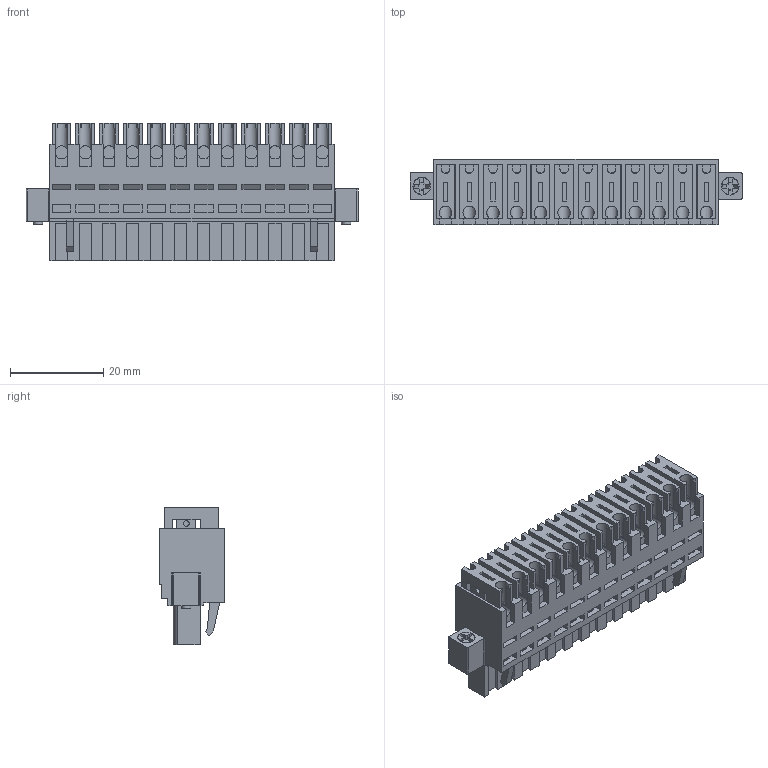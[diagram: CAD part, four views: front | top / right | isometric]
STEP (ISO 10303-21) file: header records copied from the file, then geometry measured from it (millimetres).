
FILE_DESCRIPTION( ( 'Unknown' ), '1' );
FILE_NAME( '691359740012.stp', 'Unknown', ( 'Unknown' ), ( 'Unknown' ), 'PSStep 18.0.17', 'Unknown', ' ' );
FILE_SCHEMA( ( 'AUTOMOTIVE_DESIGN { 1 0 10303 214 1 1 1 1 }' ) );
Length unit declared in the file: millimetre
Products named in the file (5): Assem1; 6913597400xx; 691(358710)(359740)0xx_Actuator; 6913597400xx_Vis; 691359740012
Assembly tree (27 placements, depth 2):
  Assem1
    6913597400xx  x12
    691(358710)(359740)0xx_Actuator  x12
    6913597400xx_Vis  x2
    691359740012
Bounding box: 71.12 x 14 x 29.5 mm (x, y, z)
Volume: 11010.3 mm3; surface area: 27595.8 mm2
Topology: 15 solids, 27 shells, 3843 faces, 10980 edges, 7170 vertices
Faces by surface type: plane 2692, cylinder 1035, torus 54, bspline 48, cone 14
Full cylindrical faces by diameter (mm): 1.2 x12, 1.5 x12, 2 x2, 2.4 x2, 2.5 x2, 2.9 x12, 3.8 x4
Entity records: 49228 total; most frequent: CARTESIAN_POINT 8143, ORIENTED_EDGE 6734, DIRECTION 6098, EDGE_CURVE 3367, LINE 3012, VECTOR 3012, VERTEX_POINT 2252, AXIS2_PLACEMENT_3D 1543
